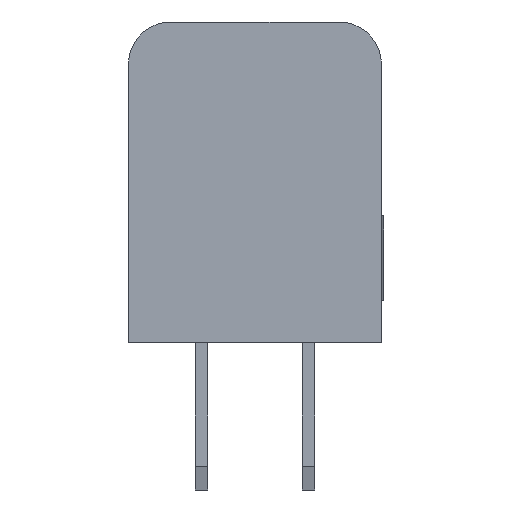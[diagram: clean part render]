
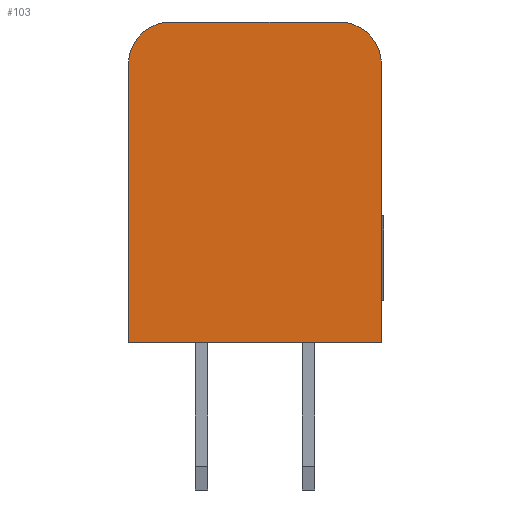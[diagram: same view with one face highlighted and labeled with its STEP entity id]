
A CAD part, left-side view. The second image highlights one B-rep face of the part: STEP entity #103.
In plain terms, the highlighted planar face has unit normal (-1, 0, 0).
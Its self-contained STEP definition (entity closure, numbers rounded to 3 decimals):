
#103=ADVANCED_FACE('',(#5929),#5931,.T.);
#5929=FACE_BOUND('',#5930,.T.);
#5930=EDGE_LOOP('',(#10668,#10669,#10670,#10671,#10672,#10673));
#5931=PLANE('',#5932);
#5932=AXIS2_PLACEMENT_3D('',#5933,#5934,#5935);
#5933=CARTESIAN_POINT('',(-3.82,0.,0.));
#5934=DIRECTION('',(-1.,0.,0.));
#5935=DIRECTION('',(0.,0.,1.));
#10668=ORIENTED_EDGE('',*,*,#13991,.F.);
#10669=ORIENTED_EDGE('',*,*,#13992,.T.);
#10670=ORIENTED_EDGE('',*,*,#13993,.T.);
#10671=ORIENTED_EDGE('',*,*,#13943,.T.);
#10672=ORIENTED_EDGE('',*,*,#13990,.F.);
#10673=ORIENTED_EDGE('',*,*,#13994,.T.);
#13943=EDGE_CURVE('',#15610,#15608,#15611,.T.);
#13990=EDGE_CURVE('',#15698,#15608,#15700,.F.);
#13991=EDGE_CURVE('',#15701,#15702,#15703,.F.);
#13992=EDGE_CURVE('',#15701,#15704,#15705,.T.);
#13993=EDGE_CURVE('',#15704,#15610,#15706,.T.);
#13994=EDGE_CURVE('',#15698,#15702,#15707,.T.);
#15608=VERTEX_POINT('',#18383);
#15610=VERTEX_POINT('',#18387);
#15611=LINE('',#18388,#18389);
#15698=VERTEX_POINT('',#18598);
#15700=CIRCLE('',#18602,1.);
#15701=VERTEX_POINT('',#18606);
#15702=VERTEX_POINT('',#18607);
#15703=CIRCLE('',#18608,1.);
#15704=VERTEX_POINT('',#18612);
#15705=LINE('',#18613,#18614);
#15706=LINE('',#18616,#18617);
#15707=LINE('',#18619,#18620);
#18383=CARTESIAN_POINT('',(-3.82,-1.73,6.6));
#18387=CARTESIAN_POINT('',(-3.82,-1.73,0.));
#18388=CARTESIAN_POINT('',(-3.82,-1.73,0.));
#18389=VECTOR('',#18390,1.);
#18390=DIRECTION('',(0.,0.,1.));
#18598=CARTESIAN_POINT('',(-3.82,-0.73,7.6));
#18602=AXIS2_PLACEMENT_3D('',#18603,#18604,#18605);
#18603=CARTESIAN_POINT('',(-3.82,-0.73,6.6));
#18604=DIRECTION('',(-1.,0.,0.));
#18605=DIRECTION('',(0.,-1.,0.));
#18606=CARTESIAN_POINT('',(-3.82,4.27,6.6));
#18607=CARTESIAN_POINT('',(-3.82,3.27,7.6));
#18608=AXIS2_PLACEMENT_3D('',#18609,#18610,#18611);
#18609=CARTESIAN_POINT('',(-3.82,3.27,6.6));
#18610=DIRECTION('',(-1.,0.,0.));
#18611=DIRECTION('',(0.,0.,1.));
#18612=CARTESIAN_POINT('',(-3.82,4.27,0.));
#18613=CARTESIAN_POINT('',(-3.82,4.27,6.6));
#18614=VECTOR('',#18615,1.);
#18615=DIRECTION('',(0.,0.,-1.));
#18616=CARTESIAN_POINT('',(-3.82,4.27,0.));
#18617=VECTOR('',#18618,1.);
#18618=DIRECTION('',(0.,-1.,0.));
#18619=CARTESIAN_POINT('',(-3.82,-0.73,7.6));
#18620=VECTOR('',#18621,1.);
#18621=DIRECTION('',(0.,1.,0.));
